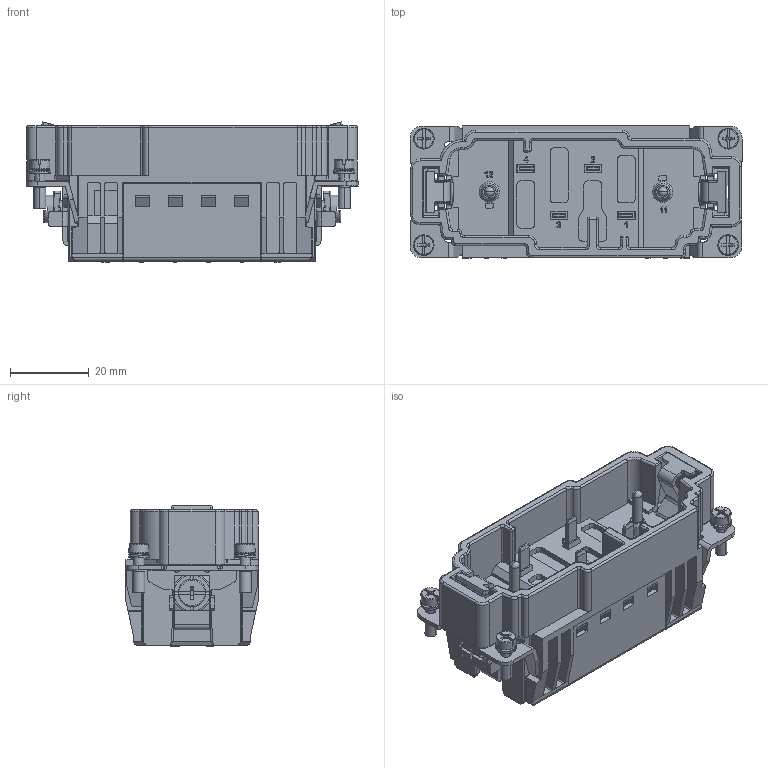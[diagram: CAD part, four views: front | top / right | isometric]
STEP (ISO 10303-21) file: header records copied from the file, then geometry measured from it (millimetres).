
FILE_DESCRIPTION(/* description */ (''),/* implementation_level */ '2;1');
FILE_NAME(/* name */ '3D_1270060010001_HSB-004_2-MQ_V1.0_stp.stp',/* time_stamp */ '2023-12-13T13:32:47+08:00',/* author */ (''),/* organization */ (''),/* preprocessor_version */ 'ST-DEVELOPER v18.1',/* originating_system */ 'SIEMENS PLM Software NX 1980',/* authorisation */ '');
FILE_SCHEMA (('AP203_CONFIGURATION_CONTROLLED_3D_DESIGN_OF_MECHANICAL_PARTS_AND_ASSEMBLIES_MIM_LF { 1 0 10303 403 2 1 2}'));
Products named in the file (1): ylga3BB09E09kzms
Bounding box: 84.26 x 33.5 x 35.6 mm (x, y, z)
Volume: 42792.6 mm3; surface area: 32265.7 mm2
Topology: 1 solids, 10 shells, 2482 faces, 6869 edges, 4405 vertices
Faces by surface type: plane 1506, cylinder 675, cone 106, torus 84, sphere 38, bspline 37, extrusion 36
Entity records: 84595 total; most frequent: CARTESIAN_POINT 22788, ORIENTED_EDGE 13662, DIRECTION 11723, EDGE_CURVE 6831, VECTOR 4483, LINE 4447, VERTEX_POINT 4405, AXIS2_PLACEMENT_3D 3620
